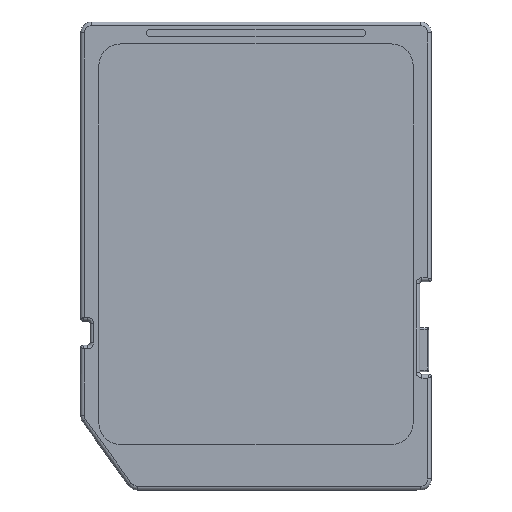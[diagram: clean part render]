
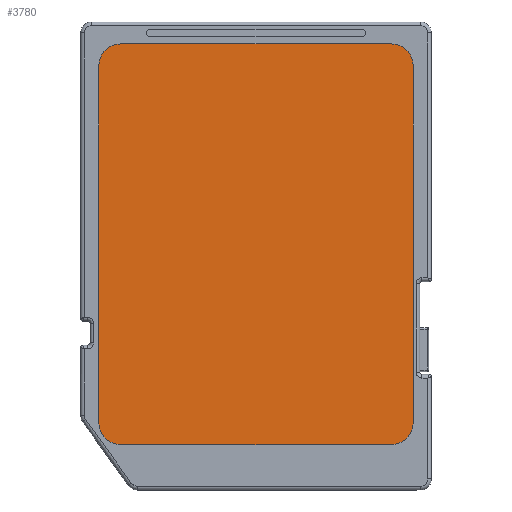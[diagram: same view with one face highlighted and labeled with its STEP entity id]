
A CAD part, top view. The second image highlights one B-rep face of the part: STEP entity #3780.
In plain terms, the highlighted planar face has unit normal (0, 0, 1).
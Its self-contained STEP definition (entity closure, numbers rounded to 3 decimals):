
#241=CIRCLE('',#4123,1.5);
#243=CIRCLE('',#4127,1.5);
#245=CIRCLE('',#4131,1.5);
#247=CIRCLE('',#4135,1.5);
#440=FACE_OUTER_BOUND('',#692,.T.);
#692=EDGE_LOOP('',(#3030,#3031,#3032,#3033,#3034,#3035,#3036,#3037));
#1019=LINE('',#6282,#1398);
#1024=LINE('',#6295,#1403);
#1028=LINE('',#6307,#1407);
#1032=LINE('',#6319,#1411);
#1398=VECTOR('',#4915,10.);
#1403=VECTOR('',#4928,10.);
#1407=VECTOR('',#4940,10.);
#1411=VECTOR('',#4952,10.);
#1756=VERTEX_POINT('',#6279);
#1757=VERTEX_POINT('',#6281);
#1759=VERTEX_POINT('',#6287);
#1761=VERTEX_POINT('',#6293);
#1763=VERTEX_POINT('',#6299);
#1765=VERTEX_POINT('',#6305);
#1767=VERTEX_POINT('',#6311);
#1769=VERTEX_POINT('',#6317);
#2198=EDGE_CURVE('',#1756,#1757,#1019,.T.);
#2202=EDGE_CURVE('',#1759,#1756,#241,.T.);
#2205=EDGE_CURVE('',#1761,#1759,#1024,.T.);
#2208=EDGE_CURVE('',#1763,#1761,#243,.T.);
#2211=EDGE_CURVE('',#1765,#1763,#1028,.T.);
#2214=EDGE_CURVE('',#1767,#1765,#245,.T.);
#2217=EDGE_CURVE('',#1769,#1767,#1032,.T.);
#2219=EDGE_CURVE('',#1757,#1769,#247,.T.);
#3030=ORIENTED_EDGE('',*,*,#2219,.F.);
#3031=ORIENTED_EDGE('',*,*,#2198,.F.);
#3032=ORIENTED_EDGE('',*,*,#2202,.F.);
#3033=ORIENTED_EDGE('',*,*,#2205,.F.);
#3034=ORIENTED_EDGE('',*,*,#2208,.F.);
#3035=ORIENTED_EDGE('',*,*,#2211,.F.);
#3036=ORIENTED_EDGE('',*,*,#2214,.F.);
#3037=ORIENTED_EDGE('',*,*,#2217,.F.);
#3583=PLANE('',#4136);
#3780=ADVANCED_FACE('',(#440),#3583,.T.);
#4123=AXIS2_PLACEMENT_3D('',#6289,#4922,#4923);
#4127=AXIS2_PLACEMENT_3D('',#6301,#4934,#4935);
#4131=AXIS2_PLACEMENT_3D('',#6313,#4946,#4947);
#4135=AXIS2_PLACEMENT_3D('',#6322,#4957,#4958);
#4136=AXIS2_PLACEMENT_3D('',#6323,#4959,#4960);
#4915=DIRECTION('',(0.,-1.,0.));
#4922=DIRECTION('center_axis',(0.,0.,-1.));
#4923=DIRECTION('ref_axis',(1.,0.,0.));
#4928=DIRECTION('',(1.,0.,0.));
#4934=DIRECTION('center_axis',(0.,0.,-1.));
#4935=DIRECTION('ref_axis',(0.,1.,0.));
#4940=DIRECTION('',(0.,1.,0.));
#4946=DIRECTION('center_axis',(0.,0.,-1.));
#4947=DIRECTION('ref_axis',(-1.,0.,0.));
#4952=DIRECTION('',(-1.,0.,0.));
#4957=DIRECTION('center_axis',(0.,0.,-1.));
#4958=DIRECTION('ref_axis',(0.,-1.,0.));
#4959=DIRECTION('center_axis',(0.,0.,1.));
#4960=DIRECTION('ref_axis',(1.,0.,0.));
#6279=CARTESIAN_POINT('',(22.75,29.,1.95));
#6281=CARTESIAN_POINT('',(22.75,4.6,1.95));
#6282=CARTESIAN_POINT('',(22.75,4.6,1.95));
#6287=CARTESIAN_POINT('',(21.25,30.5,1.95));
#6289=CARTESIAN_POINT('Origin',(21.25,29.,1.95));
#6293=CARTESIAN_POINT('',(2.75,30.5,1.95));
#6295=CARTESIAN_POINT('',(21.25,30.5,1.95));
#6299=CARTESIAN_POINT('',(1.25,29.,1.95));
#6301=CARTESIAN_POINT('Origin',(2.75,29.,1.95));
#6305=CARTESIAN_POINT('',(1.25,4.6,1.95));
#6307=CARTESIAN_POINT('',(1.25,29.,1.95));
#6311=CARTESIAN_POINT('',(2.75,3.1,1.95));
#6313=CARTESIAN_POINT('Origin',(2.75,4.6,1.95));
#6317=CARTESIAN_POINT('',(21.25,3.1,1.95));
#6319=CARTESIAN_POINT('',(2.75,3.1,1.95));
#6322=CARTESIAN_POINT('Origin',(21.25,4.6,1.95));
#6323=CARTESIAN_POINT('Origin',(12.,16.8,1.95));
